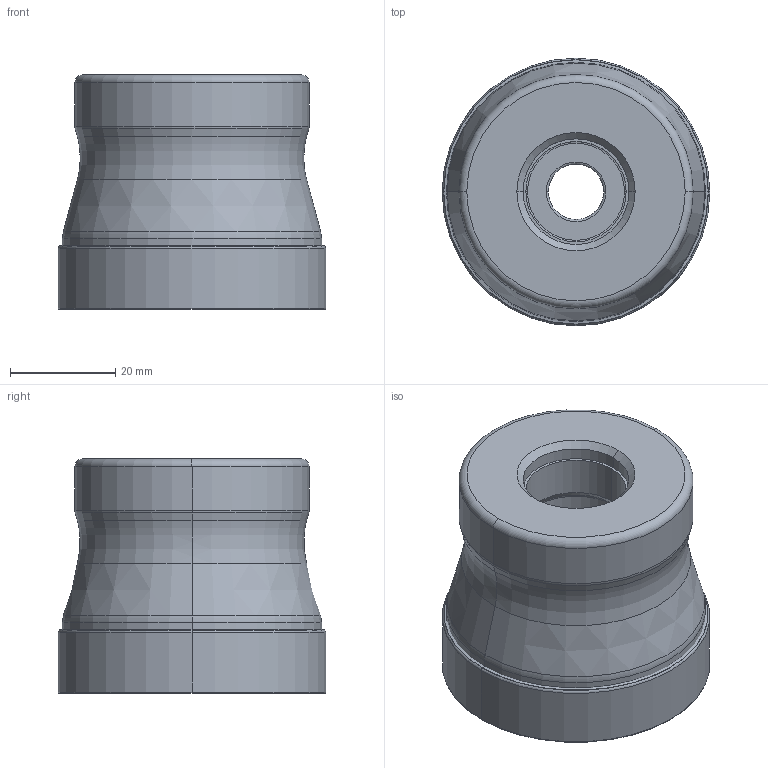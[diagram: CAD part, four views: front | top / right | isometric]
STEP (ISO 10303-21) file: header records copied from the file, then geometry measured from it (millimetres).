
FILE_DESCRIPTION(/* description */ (''),/* implementation_level */ '2;1');
FILE_NAME(/* name */ 'VPX300UR2_0006AA_IR0_008.stp',/* time_stamp */ '2025-08-29T15:08:32+09:00',/* author */ (''),/* organization */ (''),/* preprocessor_version */ 'ST-DEVELOPER v16',/* originating_system */ 'SIEMENS PLM Software NX 10.0',/* authorisation */ '');
FILE_SCHEMA (('AUTOMOTIVE_DESIGN { 1 0 10303 214 3 1 1 1 }'));
Length unit declared in the file: millimetre
Products named in the file (1): VPX300UR2_0006AA_IR0_008_ASM
Bounding box: 50.8 x 50.8 x 44.45 mm (x, y, z)
Volume: 71429.8 mm3; surface area: 16416.7 mm2
Topology: 2 solids, 2 shells, 96 faces, 260 edges, 191 vertices
Faces by surface type: torus 28, cone 18, revolution 18, cylinder 16, bspline 10, plane 6
Entity records: 4113 total; most frequent: CARTESIAN_POINT 1498, DIRECTION 590, ORIENTED_EDGE 480, AXIS2_PLACEMENT_3D 268, EDGE_CURVE 240, CIRCLE 192, VERTEX_POINT 150, EDGE_LOOP 102
